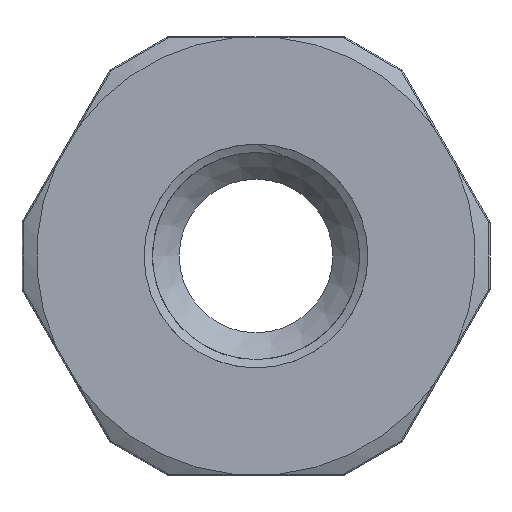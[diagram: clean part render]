
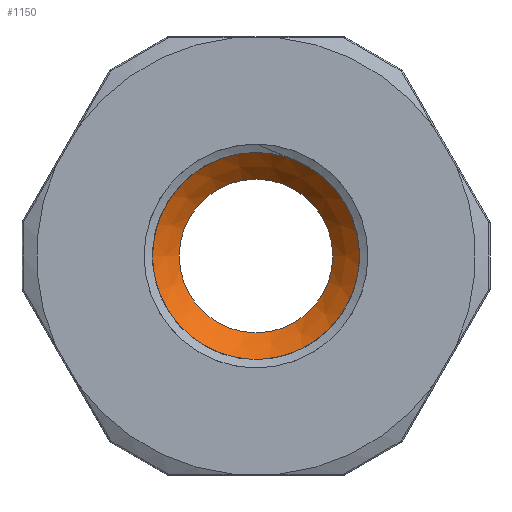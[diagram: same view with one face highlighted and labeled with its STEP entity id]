
A CAD part, left-side view. The second image highlights one B-rep face of the part: STEP entity #1150.
In plain terms, the highlighted conical face has half-angle 44.871 degrees and reference radius 8.22 mm.
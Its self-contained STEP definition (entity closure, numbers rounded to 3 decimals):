
#24=FACE_BOUND('',#394,.T.);
#55=CONICAL_SURFACE('',#1280,8.22,44.871);
#311=FACE_OUTER_BOUND('',#393,.T.);
#393=EDGE_LOOP('',(#1053,#1054));
#394=EDGE_LOOP('',(#1055));
#455=CIRCLE('',#1255,9.439);
#462=CIRCLE('',#1279,7.);
#463=CIRCLE('',#1281,9.439);
#548=VERTEX_POINT('',#2379);
#549=VERTEX_POINT('',#2483);
#570=VERTEX_POINT('',#5212);
#705=EDGE_CURVE('',#548,#549,#455,.T.);
#735=EDGE_CURVE('',#570,#570,#462,.T.);
#736=EDGE_CURVE('',#549,#548,#463,.T.);
#1053=ORIENTED_EDGE('',*,*,#736,.F.);
#1054=ORIENTED_EDGE('',*,*,#705,.F.);
#1055=ORIENTED_EDGE('',*,*,#735,.T.);
#1150=ADVANCED_FACE('',(#311,#24),#55,.F.);
#1255=AXIS2_PLACEMENT_3D('',#2484,#1512,#1513);
#1279=AXIS2_PLACEMENT_3D('',#5213,#1566,#1567);
#1280=AXIS2_PLACEMENT_3D('',#5214,#1568,#1569);
#1281=AXIS2_PLACEMENT_3D('',#5215,#1570,#1571);
#1512=DIRECTION('center_axis',(1.,0.,0.));
#1513=DIRECTION('ref_axis',(0.,0.,-1.));
#1566=DIRECTION('center_axis',(1.,0.,0.));
#1567=DIRECTION('ref_axis',(0.,0.,-1.));
#1568=DIRECTION('center_axis',(-1.,0.,0.));
#1569=DIRECTION('ref_axis',(0.,1.,0.));
#1570=DIRECTION('center_axis',(1.,0.,0.));
#1571=DIRECTION('ref_axis',(0.,0.,-1.));
#2379=CARTESIAN_POINT('',(-4.4,5.707,7.518));
#2483=CARTESIAN_POINT('',(-4.4,1.769,9.272));
#2484=CARTESIAN_POINT('Origin',(-4.4,0.,0.));
#5212=CARTESIAN_POINT('',(-1.95,7.,0.));
#5213=CARTESIAN_POINT('Origin',(-1.95,0.,0.));
#5214=CARTESIAN_POINT('Origin',(-3.175,0.,0.));
#5215=CARTESIAN_POINT('Origin',(-4.4,0.,0.));
